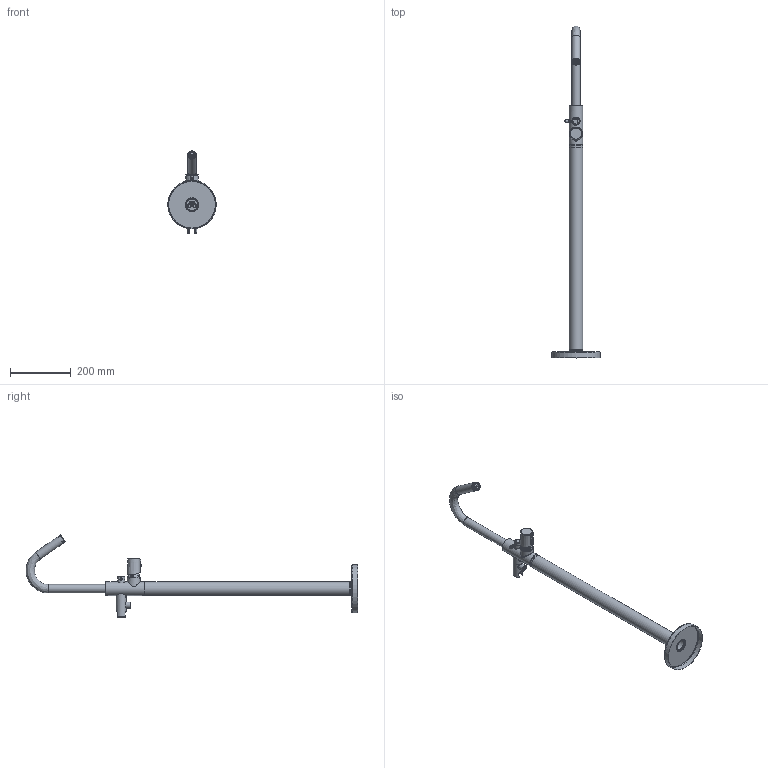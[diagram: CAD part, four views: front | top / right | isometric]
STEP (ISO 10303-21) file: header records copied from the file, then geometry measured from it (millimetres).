
FILE_DESCRIPTION (( 'STEP AP203' ), '1' );
FILE_NAME ('34CP03356.STEP', '2021-04-14T06:53:38', ( '' ), ( '' ), 'SwSTEP 2.0', 'SolidWorks 2018', '' );
FILE_SCHEMA (( 'CONFIG_CONTROL_DESIGN' ));
Length unit declared in the file: millimetre
Products named in the file (1): 34CP03356
Bounding box: 160 x 1096.99 x 271.97 mm (x, y, z)
Volume: 450588.4 mm3; surface area: 415271.1 mm2
Topology: 21 solids, 21 shells, 689 faces, 1790 edges, 1179 vertices
Faces by surface type: plane 317, cylinder 247, bspline 61, cone 44, torus 13, sphere 7
Full cylindrical faces by diameter (mm): 2 x3, 3.3 x1, 3.5 x2, 4 x49, 4.2 x2, 5 x10, 6.5 x1, 6.6 x1, 6.8 x1, 7.5 x1, 8 x1, 9 x3, 9.5 x1, 10 x2, 11 x4, 12 x2, 12.5 x2, 13 x2, 13.5 x1, 14 x2, 16 x1, 17 x1, 17.5 x1, 18 x2, 20 x3, 20.5 x2, 21 x1, 21.5 x1, 22 x1, 23 x3
Entity records: 39733 total; most frequent: CARTESIAN_POINT 25846, ORIENTED_EDGE 2806, DIRECTION 2654, EDGE_CURVE 1403, VERTEX_POINT 999, AXIS2_PLACEMENT_3D 999, EDGE_LOOP 870, FACE_OUTER_BOUND 728
